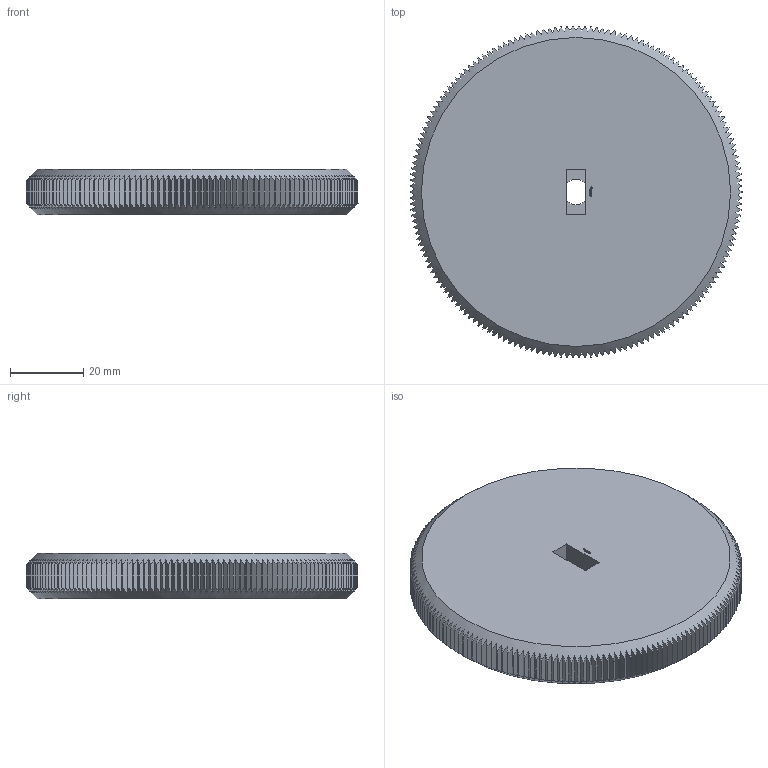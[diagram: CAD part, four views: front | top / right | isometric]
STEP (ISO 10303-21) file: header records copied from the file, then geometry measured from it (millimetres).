
FILE_DESCRIPTION(('FreeCAD Model'),'2;1');
FILE_NAME('Open CASCADE Shape Model','2024-01-03T19:03:27',(''),(''), 'Open CASCADE STEP processor 7.6','FreeCAD','Unknown');
FILE_SCHEMA(('AUTOMOTIVE_DESIGN { 1 0 10303 214 1 1 1 1 }'));
Products named in the file (1): Knob KNR BVD SCR ISR BU01.00x07.25 - SPN-KNB-0024 (stemfie.org)
Bounding box: 90.62 x 90.61 x 12.5 mm (x, y, z)
Volume: 75817.8 mm3; surface area: 17663.7 mm2
Topology: 1 solids, 1 shells, 999 faces, 2886 edges, 1922 vertices
Faces by surface type: plane 679, cylinder 176, extrusion 140, cone 4
Entity records: 73098 total; most frequent: CARTESIAN_POINT 16492, DIRECTION 10312, VECTOR 5776, ORIENTED_EDGE 5772, PCURVE 5772, DEFINITIONAL_REPRESENTATION 5772, LINE 5636, EDGE_CURVE 2886
